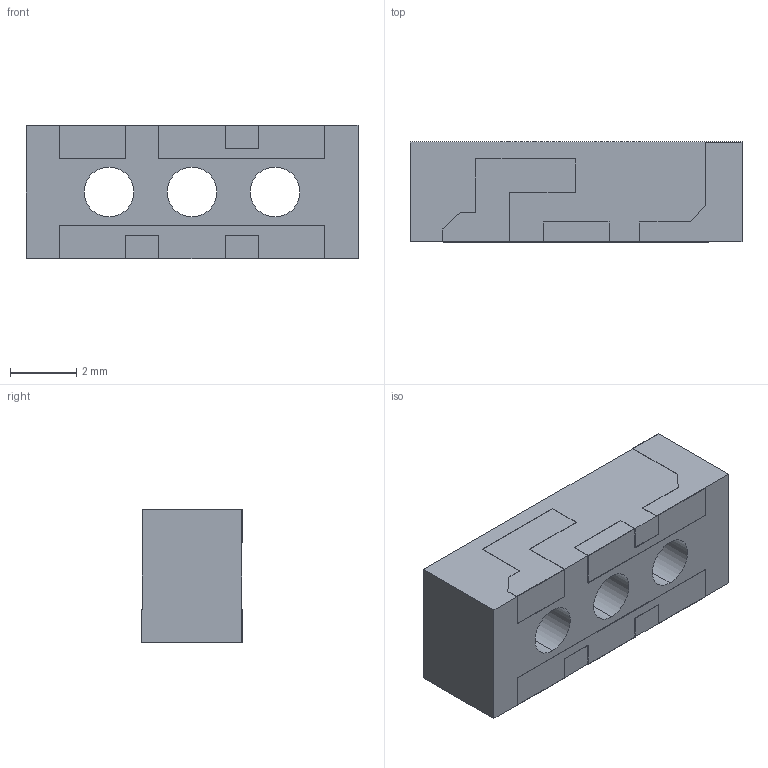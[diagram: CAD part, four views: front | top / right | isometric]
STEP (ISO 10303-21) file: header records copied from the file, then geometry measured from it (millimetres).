
FILE_DESCRIPTION (( 'STEP AP214' ), '1' );
FILE_NAME ('PA.11_web.STEP', '2024-05-07T02:48:22', ( '' ), ( '' ), 'SwSTEP 2.0', 'SolidWorks 2022', '' );
FILE_SCHEMA (( 'AUTOMOTIVE_DESIGN' ));
Length unit declared in the file: millimetre
Products named in the file (1): PA.11_web
Bounding box: 10 x 3.02 x 4.02 mm (x, y, z)
Volume: 104.6 mm3; surface area: 197.1 mm2
Topology: 1 solids, 1 shells, 84 faces, 225 edges, 144 vertices
Faces by surface type: plane 78, cylinder 6
Entity records: 3142 total; most frequent: CARTESIAN_POINT 454, ORIENTED_EDGE 450, DIRECTION 407, EDGE_CURVE 225, LINE 213, VECTOR 213, VERTEX_POINT 144, AXIS2_PLACEMENT_3D 97
